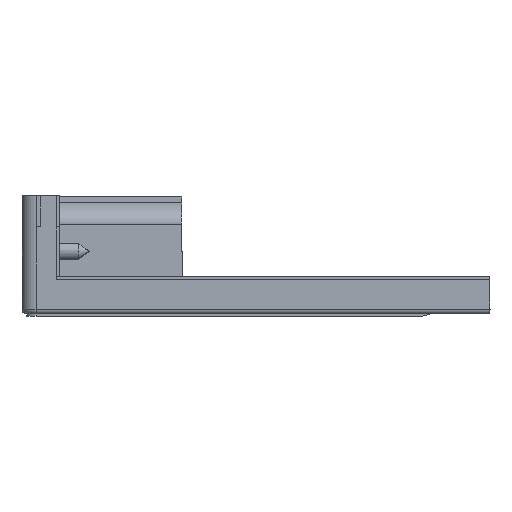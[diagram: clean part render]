
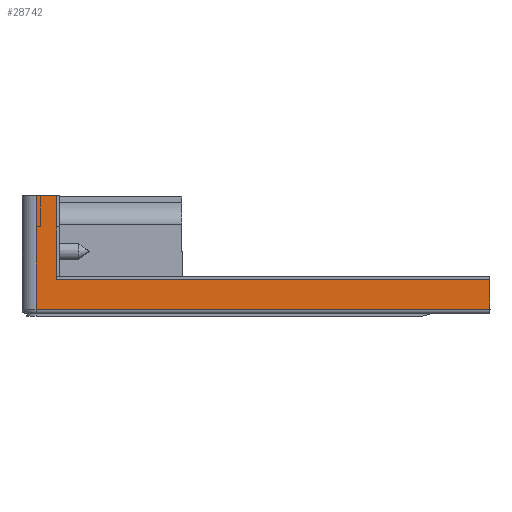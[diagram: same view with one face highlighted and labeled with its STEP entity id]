
A CAD part, left-side view. The second image highlights one B-rep face of the part: STEP entity #28742.
In plain terms, the highlighted planar face has unit normal (-1, 0, 0).
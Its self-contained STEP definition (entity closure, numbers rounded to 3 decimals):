
#1689=DIRECTION('',(0.,-1.,0.));
#1690=VECTOR('',#1689,4.3);
#1691=CARTESIAN_POINT('',(-105.,98.,22.5));
#1692=LINE('',#1691,#1690);
#1693=DIRECTION('',(0.,1.,0.));
#1694=VECTOR('',#1693,96.);
#1695=CARTESIAN_POINT('',(-105.,2.,-1.5));
#1696=LINE('',#1695,#1694);
#1697=DIRECTION('',(0.,0.,1.));
#1698=VECTOR('',#1697,24.);
#1699=CARTESIAN_POINT('',(-105.,98.,-1.5));
#1700=LINE('',#1699,#1698);
#1701=DIRECTION('',(0.,0.,1.));
#1702=VECTOR('',#1701,17.7);
#1703=CARTESIAN_POINT('',(-105.,93.7,4.8));
#1704=LINE('',#1703,#1702);
#1717=DIRECTION('',(0.,0.,1.));
#1718=VECTOR('',#1717,6.3);
#1719=CARTESIAN_POINT('',(-105.,2.,-1.5));
#1720=LINE('',#1719,#1718);
#1746=DIRECTION('',(0.,1.,0.));
#1747=VECTOR('',#1746,91.7);
#1748=CARTESIAN_POINT('',(-105.,2.,4.8));
#1749=LINE('',#1748,#1747);
#18308=CARTESIAN_POINT('',(-105.,98.,22.5));
#18310=VERTEX_POINT('',#18308);
#20357=CARTESIAN_POINT('',(-105.,98.,-1.5));
#20358=VERTEX_POINT('',#20357);
#21225=CARTESIAN_POINT('',(-105.,2.,-1.5));
#21226=VERTEX_POINT('',#21225);
#21231=CARTESIAN_POINT('',(-105.,93.7,22.5));
#21232=VERTEX_POINT('',#21231);
#21233=CARTESIAN_POINT('',(-105.,93.7,4.8));
#21234=VERTEX_POINT('',#21233);
#21247=CARTESIAN_POINT('',(-105.,2.,4.8));
#21248=VERTEX_POINT('',#21247);
#28726=CARTESIAN_POINT('',(-105.,50.,10.5));
#28727=DIRECTION('',(1.,0.,0.));
#28728=DIRECTION('',(0.,1.,0.));
#28729=AXIS2_PLACEMENT_3D('',#28726,#28727,#28728);
#28730=PLANE('',#28729);
#28731=ORIENTED_EDGE('',*,*,#24075,.T.);
#28733=ORIENTED_EDGE('',*,*,#28732,.F.);
#28735=ORIENTED_EDGE('',*,*,#28734,.F.);
#28737=ORIENTED_EDGE('',*,*,#28736,.F.);
#28738=ORIENTED_EDGE('',*,*,#28707,.T.);
#28739=ORIENTED_EDGE('',*,*,#28032,.T.);
#28740=EDGE_LOOP('',(#28731,#28733,#28735,#28737,#28738,#28739));
#28741=FACE_OUTER_BOUND('',#28740,.F.);
#24075=EDGE_CURVE('',#18310,#21232,#1692,.T.);
#28032=EDGE_CURVE('',#20358,#18310,#1700,.T.);
#28707=EDGE_CURVE('',#21226,#20358,#1696,.T.);
#28732=EDGE_CURVE('',#21234,#21232,#1704,.T.);
#28734=EDGE_CURVE('',#21248,#21234,#1749,.T.);
#28736=EDGE_CURVE('',#21226,#21248,#1720,.T.);
#28742=ADVANCED_FACE('',(#28741),#28730,.F.);
